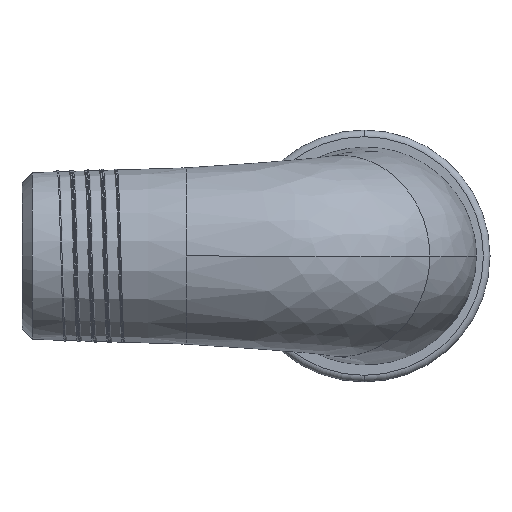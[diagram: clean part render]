
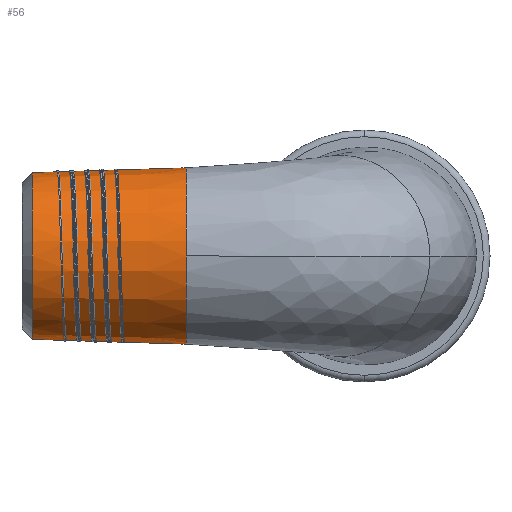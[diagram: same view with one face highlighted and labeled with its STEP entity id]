
A CAD part, front view. The second image highlights one B-rep face of the part: STEP entity #56.
In plain terms, the highlighted conical face has half-angle 1.783 degrees and reference radius 10.668 mm.
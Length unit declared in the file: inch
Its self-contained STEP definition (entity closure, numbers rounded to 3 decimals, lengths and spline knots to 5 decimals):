
#9 = DIRECTION ( 'NONE',  ( 0., 0., -1. ) ) ;
#56 = ADVANCED_FACE ( 'NONE', ( #2803 ), #3341, .T. ) ;
#435 = CARTESIAN_POINT ( 'NONE',  ( -1.58002, 0., 0.39722 ) ) ;
#497 = ORIENTED_EDGE ( 'NONE', *, *, #5567, .T. ) ;
#521 = AXIS2_PLACEMENT_3D ( 'NONE', #5438, #2442, #3512 ) ;
#601 = CARTESIAN_POINT ( 'NONE',  ( -0.8485, 0., 0. ) ) ;
#634 = ORIENTED_EDGE ( 'NONE', *, *, #2427, .T. ) ;
#646 = AXIS2_PLACEMENT_3D ( 'NONE', #3426, #2534, #9 ) ;
#947 = CIRCLE ( 'NONE', #521, 0.42 ) ;
#1157 = CARTESIAN_POINT ( 'NONE',  ( -1.58002, 0., -0.39722 ) ) ;
#1620 = CARTESIAN_POINT ( 'NONE',  ( -0.8485, 0., 0.42 ) ) ;
#1687 = EDGE_CURVE ( 'NONE', #4275, #4175, #5972, .T. ) ;
#2018 = VERTEX_POINT ( 'NONE', #6275 ) ;
#2041 = LINE ( 'NONE', #3133, #3112 ) ;
#2427 = EDGE_CURVE ( 'NONE', #4275, #4863, #5227, .T. ) ;
#2442 = DIRECTION ( 'NONE',  ( 1., 0., 0. ) ) ;
#2534 = DIRECTION ( 'NONE',  ( 1., 0., 0. ) ) ;
#2610 = DIRECTION ( 'NONE',  ( 0., 0., 1. ) ) ;
#2615 = DIRECTION ( 'NONE',  ( 1., 0., 0.031 ) ) ;
#2803 = FACE_OUTER_BOUND ( 'NONE', #4763, .T. ) ;
#2881 = CIRCLE ( 'NONE', #646, 0.42 ) ;
#2936 = CARTESIAN_POINT ( 'NONE',  ( -0.8485, 0., 0.42001 ) ) ;
#3112 = VECTOR ( 'NONE', #5150, 39.37008 ) ;
#3133 = CARTESIAN_POINT ( 'NONE',  ( -0.8485, 0., -0.42 ) ) ;
#3214 = AXIS2_PLACEMENT_3D ( 'NONE', #601, #5550, #6053 ) ;
#3341 = CONICAL_SURFACE ( 'NONE', #3214, 0.42, 0.031 ) ;
#3426 = CARTESIAN_POINT ( 'NONE',  ( -0.8485, 0., 0. ) ) ;
#3471 = ORIENTED_EDGE ( 'NONE', *, *, #1687, .F. ) ;
#3512 = DIRECTION ( 'NONE',  ( 0., 0., -1. ) ) ;
#4060 = VERTEX_POINT ( 'NONE', #5899 ) ;
#4175 = VERTEX_POINT ( 'NONE', #2936 ) ;
#4275 = VERTEX_POINT ( 'NONE', #435 ) ;
#4416 = VECTOR ( 'NONE', #2615, 39.37008 ) ;
#4559 = CARTESIAN_POINT ( 'NONE',  ( -1.58002, 0., 0. ) ) ;
#4763 = EDGE_LOOP ( 'NONE', ( #3471, #634, #497, #4996, #5782 ) ) ;
#4863 = VERTEX_POINT ( 'NONE', #1157 ) ;
#4996 = ORIENTED_EDGE ( 'NONE', *, *, #5983, .F. ) ;
#5150 = DIRECTION ( 'NONE',  ( 1., 0., -0.031 ) ) ;
#5227 = CIRCLE ( 'NONE', #6211, 0.39722 ) ;
#5438 = CARTESIAN_POINT ( 'NONE',  ( -0.8485, 0., 0. ) ) ;
#5550 = DIRECTION ( 'NONE',  ( 1., 0., 0. ) ) ;
#5567 = EDGE_CURVE ( 'NONE', #4863, #4060, #2041, .T. ) ;
#5782 = ORIENTED_EDGE ( 'NONE', *, *, #6022, .F. ) ;
#5899 = CARTESIAN_POINT ( 'NONE',  ( -0.8485, 0., -0.42001 ) ) ;
#5972 = LINE ( 'NONE', #1620, #4416 ) ;
#5983 = EDGE_CURVE ( 'NONE', #2018, #4060, #2881, .T. ) ;
#6022 = EDGE_CURVE ( 'NONE', #4175, #2018, #947, .T. ) ;
#6053 = DIRECTION ( 'NONE',  ( 0., 0., -1. ) ) ;
#6086 = DIRECTION ( 'NONE',  ( 1., 0., 0. ) ) ;
#6211 = AXIS2_PLACEMENT_3D ( 'NONE', #4559, #6086, #2610 ) ;
#6275 = CARTESIAN_POINT ( 'NONE',  ( -0.8485, -0.42, 0. ) ) ;
